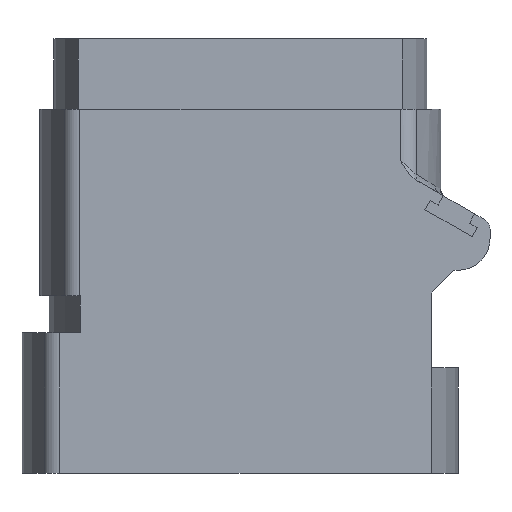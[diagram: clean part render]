
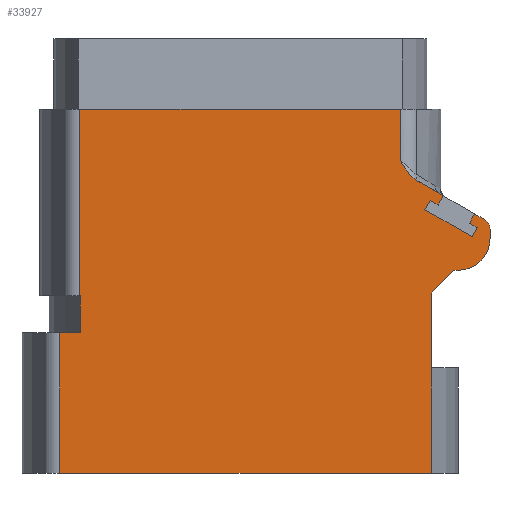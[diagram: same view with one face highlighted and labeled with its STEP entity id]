
A CAD part, front view. The second image highlights one B-rep face of the part: STEP entity #33927.
In plain terms, the highlighted planar face has unit normal (0, -1, 0).
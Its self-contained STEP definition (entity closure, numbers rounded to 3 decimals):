
#1=DIRECTION('',(1.,0.,0.));
#2=VECTOR('',#1,21.097);
#3=CARTESIAN_POINT('',(-10.245,-6.,0.));
#4=LINE('',#3,#2);
#19=DIRECTION('',(0.,0.,-1.));
#20=VECTOR('',#19,8.);
#21=CARTESIAN_POINT('',(-10.245,-6.,8.));
#22=LINE('',#21,#20);
#37=DIRECTION('',(-0.5,0.,-0.866));
#38=VECTOR('',#37,0.6);
#39=CARTESIAN_POINT('',(11.555,-6.,15.777));
#40=LINE('',#39,#38);
#41=DIRECTION('',(-0.866,0.,0.5));
#42=VECTOR('',#41,0.525);
#43=CARTESIAN_POINT('',(11.255,-6.,15.257));
#44=LINE('',#43,#42);
#45=DIRECTION('',(-0.5,0.,-0.866));
#46=VECTOR('',#45,0.6);
#47=CARTESIAN_POINT('',(10.8,-6.,15.52));
#48=LINE('',#47,#46);
#49=DIRECTION('',(0.866,0.,-0.5));
#50=VECTOR('',#49,3.1);
#51=CARTESIAN_POINT('',(10.5,-6.,15.));
#52=LINE('',#51,#50);
#53=DIRECTION('',(0.5,0.,0.866));
#54=VECTOR('',#53,0.6);
#55=CARTESIAN_POINT('',(13.185,-6.,13.45));
#56=LINE('',#55,#54);
#57=DIRECTION('',(-0.866,0.,0.5));
#58=VECTOR('',#57,0.525);
#59=CARTESIAN_POINT('',(13.485,-6.,13.97));
#60=LINE('',#59,#58);
#61=DIRECTION('',(0.5,0.,0.866));
#62=VECTOR('',#61,0.6);
#63=CARTESIAN_POINT('',(13.03,-6.,14.232));
#64=LINE('',#63,#62);
#65=DIRECTION('',(0.866,0.,-0.5));
#66=VECTOR('',#65,0.629);
#67=CARTESIAN_POINT('',(13.33,-6.,14.752));
#68=LINE('',#67,#66);
#69=CARTESIAN_POINT('',(13.55,-6.,13.874));
#70=DIRECTION('',(0.,1.,0.));
#71=DIRECTION('',(0.5,0.,0.866));
#72=AXIS2_PLACEMENT_3D('',#69,#70,#71);
#74=CARTESIAN_POINT('',(12.4,-6.,13.352));
#75=DIRECTION('',(0.,-1.,0.));
#76=DIRECTION('',(0.,0.,-1.));
#77=AXIS2_PLACEMENT_3D('',#74,#75,#76);
#79=DIRECTION('',(-1.,0.,0.));
#80=VECTOR('',#79,0.253);
#81=CARTESIAN_POINT('',(12.4,-6.,11.552));
#82=LINE('',#81,#80);
#83=DIRECTION('',(0.707,0.,0.707));
#84=VECTOR('',#83,1.832);
#85=CARTESIAN_POINT('',(10.852,-6.,10.257));
#86=LINE('',#85,#84);
#87=DIRECTION('',(0.,0.,1.));
#88=VECTOR('',#87,4.257);
#89=CARTESIAN_POINT('',(10.852,-6.,6.));
#90=LINE('',#89,#88);
#91=DIRECTION('',(0.,0.,-1.));
#92=VECTOR('',#91,6.);
#93=CARTESIAN_POINT('',(10.852,-6.,6.));
#94=LINE('',#93,#92);
#95=DIRECTION('',(0.,0.,1.));
#96=VECTOR('',#95,2.1);
#97=CARTESIAN_POINT('',(-9.1,-6.,8.));
#98=LINE('',#97,#96);
#99=DIRECTION('',(1.,0.,0.));
#100=VECTOR('',#99,0.019);
#101=CARTESIAN_POINT('',(-9.119,-6.,10.1));
#102=LINE('',#101,#100);
#115=CARTESIAN_POINT('',(9.119,-6.,17.76));
#117=DIRECTION('',(0.,0.,1.));
#118=VECTOR('',#117,2.94);
#119=CARTESIAN_POINT('',(9.119,-6.,17.76));
#120=LINE('',#119,#118);
#135=CARTESIAN_POINT('',(9.987,-6.,16.682));
#136=CARTESIAN_POINT('',(9.957,-6.,16.699));
#137=CARTESIAN_POINT('',(9.896,-6.,16.739));
#138=CARTESIAN_POINT('',(9.797,-6.,16.816));
#139=CARTESIAN_POINT('',(9.694,-6.,16.914));
#140=CARTESIAN_POINT('',(9.588,-6.,17.035));
#141=CARTESIAN_POINT('',(9.477,-6.,17.179));
#142=CARTESIAN_POINT('',(9.363,-6.,17.349));
#143=CARTESIAN_POINT('',(9.245,-6.,17.543));
#144=CARTESIAN_POINT('',(9.162,-6.,17.686));
#145=CARTESIAN_POINT('',(9.119,-6.,17.76));
#242=DIRECTION('',(1.,0.,0.));
#243=VECTOR('',#242,18.238);
#244=CARTESIAN_POINT('',(-9.119,-6.,20.7));
#245=LINE('',#244,#243);
#264=DIRECTION('',(0.,0.,-1.));
#265=VECTOR('',#264,10.6);
#266=CARTESIAN_POINT('',(-9.119,-6.,20.7));
#267=LINE('',#266,#265);
#306=DIRECTION('',(-1.,0.,0.));
#307=VECTOR('',#306,1.145);
#308=CARTESIAN_POINT('',(-9.1,-6.,8.));
#309=LINE('',#308,#307);
#530=DIRECTION('',(0.,0.,1.));
#531=VECTOR('',#530,0.522);
#532=CARTESIAN_POINT('',(14.2,-6.,13.352));
#533=LINE('',#532,#531);
#27146=CARTESIAN_POINT('',(9.987,-6.,
16.682));
#27159=DIRECTION('',(-0.866,0.,0.5));
#27160=VECTOR('',#27159,1.81);
#27161=CARTESIAN_POINT('',(11.555,-6.,15.777));
#27162=LINE('',#27161,#27160);
#27164=CARTESIAN_POINT('',(10.852,-6.,0.));
#27166=VERTEX_POINT('',#27164);
#27177=CARTESIAN_POINT('',(11.255,-6.,15.257));
#27178=CARTESIAN_POINT('',(10.8,-6.,15.52));
#27179=VERTEX_POINT('',#27177);
#27180=VERTEX_POINT('',#27178);
#27181=CARTESIAN_POINT('',(10.5,-6.,15.));
#27182=VERTEX_POINT('',#27181);
#27183=CARTESIAN_POINT('',(13.185,-6.,13.45));
#27184=VERTEX_POINT('',#27183);
#27185=CARTESIAN_POINT('',(13.485,-6.,13.97));
#27186=VERTEX_POINT('',#27185);
#27189=CARTESIAN_POINT('',(13.03,-6.,14.232));
#27190=VERTEX_POINT('',#27189);
#27216=CARTESIAN_POINT('',(13.33,-6.,14.752));
#27218=VERTEX_POINT('',#27216);
#27223=CARTESIAN_POINT('',(11.555,-6.,15.777));
#27224=VERTEX_POINT('',#27223);
#27231=CARTESIAN_POINT('',(9.119,-6.,20.7));
#27233=VERTEX_POINT('',#27231);
#27237=CARTESIAN_POINT('',(13.875,-6.,14.437));
#27238=VERTEX_POINT('',#27237);
#27239=CARTESIAN_POINT('',(-9.1,-6.,8.));
#27240=CARTESIAN_POINT('',(-9.1,-6.,10.1));
#27241=VERTEX_POINT('',#27239);
#27242=VERTEX_POINT('',#27240);
#27247=CARTESIAN_POINT('',(-9.119,-6.,20.7));
#27248=CARTESIAN_POINT('',(-9.119,-6.,10.1));
#27249=VERTEX_POINT('',#27247);
#27250=VERTEX_POINT('',#27248);
#27255=CARTESIAN_POINT('',(-10.245,-6.,8.));
#27256=CARTESIAN_POINT('',(-10.245,-6.,0.));
#27257=VERTEX_POINT('',#27255);
#27258=VERTEX_POINT('',#27256);
#27369=CARTESIAN_POINT('',(14.2,-6.,13.874));
#27370=VERTEX_POINT('',#27369);
#27371=CARTESIAN_POINT('',(10.852,-6.,6.));
#27373=VERTEX_POINT('',#27371);
#27376=CARTESIAN_POINT('',(10.852,-6.,10.257));
#27378=VERTEX_POINT('',#27376);
#27381=CARTESIAN_POINT('',(12.147,-6.,11.552));
#27382=VERTEX_POINT('',#27381);
#27387=CARTESIAN_POINT('',(12.4,-6.,11.552));
#27388=VERTEX_POINT('',#27387);
#27389=CARTESIAN_POINT('',(14.2,-6.,13.352));
#27390=VERTEX_POINT('',#27389);
#27392=VERTEX_POINT('',#115);
#27394=VERTEX_POINT('',#27146);
#33872=CARTESIAN_POINT('',(-10.852,-6.,0.));
#33873=DIRECTION('',(0.,-1.,0.));
#33874=DIRECTION('',(1.,0.,0.));
#33875=AXIS2_PLACEMENT_3D('',#33872,#33873,#33874);
#33876=PLANE('',#33875);
#33878=ORIENTED_EDGE('',*,*,#33877,.F.);
#33880=ORIENTED_EDGE('',*,*,#33879,.F.);
#33882=ORIENTED_EDGE('',*,*,#33881,.F.);
#33884=ORIENTED_EDGE('',*,*,#33883,.T.);
#33886=ORIENTED_EDGE('',*,*,#33885,.T.);
#33888=ORIENTED_EDGE('',*,*,#33887,.T.);
#33890=ORIENTED_EDGE('',*,*,#33889,.T.);
#33892=ORIENTED_EDGE('',*,*,#33891,.T.);
#33894=ORIENTED_EDGE('',*,*,#33893,.T.);
#33896=ORIENTED_EDGE('',*,*,#33895,.T.);
#33898=ORIENTED_EDGE('',*,*,#33897,.T.);
#33900=ORIENTED_EDGE('',*,*,#33899,.T.);
#33902=ORIENTED_EDGE('',*,*,#33901,.F.);
#33904=ORIENTED_EDGE('',*,*,#33903,.F.);
#33906=ORIENTED_EDGE('',*,*,#33905,.T.);
#33908=ORIENTED_EDGE('',*,*,#33907,.F.);
#33910=ORIENTED_EDGE('',*,*,#33909,.F.);
#33912=ORIENTED_EDGE('',*,*,#33911,.T.);
#33913=ORIENTED_EDGE('',*,*,#33844,.F.);
#33914=ORIENTED_EDGE('',*,*,#33862,.F.);
#33916=ORIENTED_EDGE('',*,*,#33915,.F.);
#33918=ORIENTED_EDGE('',*,*,#33917,.T.);
#33920=ORIENTED_EDGE('',*,*,#33919,.F.);
#33922=ORIENTED_EDGE('',*,*,#33921,.F.);
#33924=ORIENTED_EDGE('',*,*,#33923,.T.);
#33925=EDGE_LOOP('',(#33878,#33880,#33882,#33884,#33886,#33888,#33890,#33892,
#33894,#33896,#33898,#33900,#33902,#33904,#33906,#33908,#33910,#33912,#33913,
#33914,#33916,#33918,#33920,#33922,#33924));
#33926=FACE_OUTER_BOUND('',#33925,.F.);
#33927=ADVANCED_FACE('',(#33926),#33876,.T.);
#73=CIRCLE('',#72,0.65);
#78=CIRCLE('',#77,1.8);
#146=B_SPLINE_CURVE_WITH_KNOTS('',3,(#135,#136,#137,#138,#139,#140,#141,#142,
#143,#144,#145),.UNSPECIFIED.,.F.,.F.,(4,1,1,1,1,1,1,1,4),(0.,0.125,0.25,
0.375,0.5,0.625,0.75,0.875,1.),.UNSPECIFIED.);
#33844=EDGE_CURVE('',#27258,#27166,#4,.T.);
#33862=EDGE_CURVE('',#27257,#27258,#22,.T.);
#33877=EDGE_CURVE('',#27392,#27233,#120,.T.);
#33879=EDGE_CURVE('',#27394,#27392,#146,.T.);
#33881=EDGE_CURVE('',#27224,#27394,#27162,.T.);
#33883=EDGE_CURVE('',#27224,#27179,#40,.T.);
#33885=EDGE_CURVE('',#27179,#27180,#44,.T.);
#33887=EDGE_CURVE('',#27180,#27182,#48,.T.);
#33889=EDGE_CURVE('',#27182,#27184,#52,.T.);
#33891=EDGE_CURVE('',#27184,#27186,#56,.T.);
#33893=EDGE_CURVE('',#27186,#27190,#60,.T.);
#33895=EDGE_CURVE('',#27190,#27218,#64,.T.);
#33897=EDGE_CURVE('',#27218,#27238,#68,.T.);
#33899=EDGE_CURVE('',#27238,#27370,#73,.T.);
#33901=EDGE_CURVE('',#27390,#27370,#533,.T.);
#33903=EDGE_CURVE('',#27388,#27390,#78,.T.);
#33905=EDGE_CURVE('',#27388,#27382,#82,.T.);
#33907=EDGE_CURVE('',#27378,#27382,#86,.T.);
#33909=EDGE_CURVE('',#27373,#27378,#90,.T.);
#33911=EDGE_CURVE('',#27373,#27166,#94,.T.);
#33915=EDGE_CURVE('',#27241,#27257,#309,.T.);
#33917=EDGE_CURVE('',#27241,#27242,#98,.T.);
#33919=EDGE_CURVE('',#27250,#27242,#102,.T.);
#33921=EDGE_CURVE('',#27249,#27250,#267,.T.);
#33923=EDGE_CURVE('',#27249,#27233,#245,.T.);
